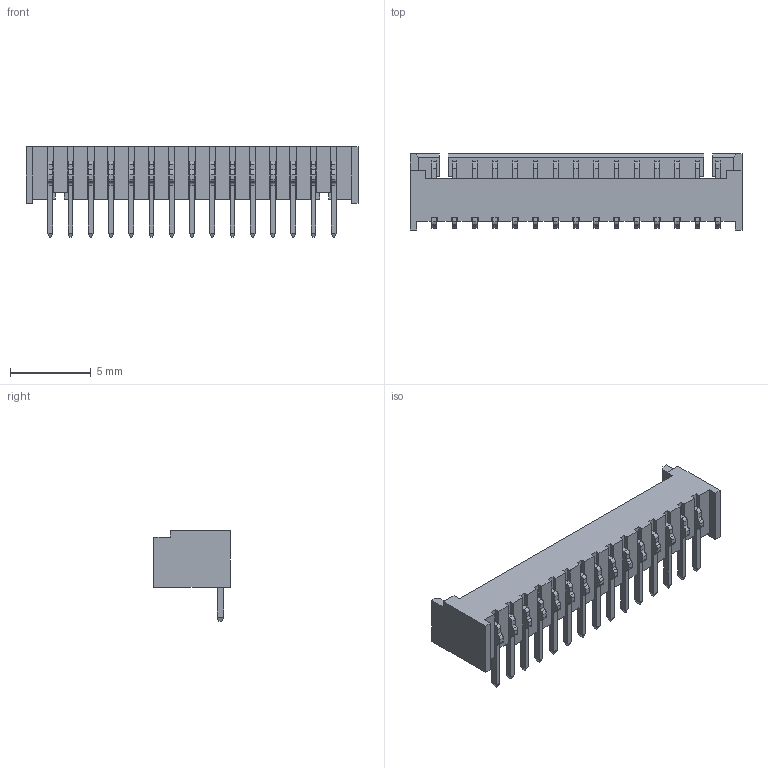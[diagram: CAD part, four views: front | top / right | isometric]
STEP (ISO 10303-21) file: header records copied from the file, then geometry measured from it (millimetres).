
FILE_DESCRIPTION((''),'2;1');
FILE_NAME('FWF12507-S06B24W5B','2025-09-29T',('工程三'),(''),'PRO/ENGINEER BY PARAMETRIC TECHNOLOGY CORPORATION, 2010280','PRO/ENGINEER BY PARAMETRIC TECHNOLOGY CORPORATION, 2010280','');
FILE_SCHEMA(('CONFIG_CONTROL_DESIGN'));
Length unit declared in the file: millimetre
Products named in the file (1): FWF12507-S06B24W5B
Bounding box: 20.5 x 4.7 x 5.6 mm (x, y, z)
Volume: 135 mm3; surface area: 587.8 mm2
Topology: 1 solids, 1 shells, 509 faces, 1374 edges, 882 vertices
Faces by surface type: plane 404, cylinder 105
Entity records: 15740 total; most frequent: CARTESIAN_POINT 2765, ORIENTED_EDGE 2748, DIRECTION 2602, EDGE_CURVE 1374, VECTOR 1164, LINE 1164, VERTEX_POINT 882, AXIS2_PLACEMENT_3D 719
